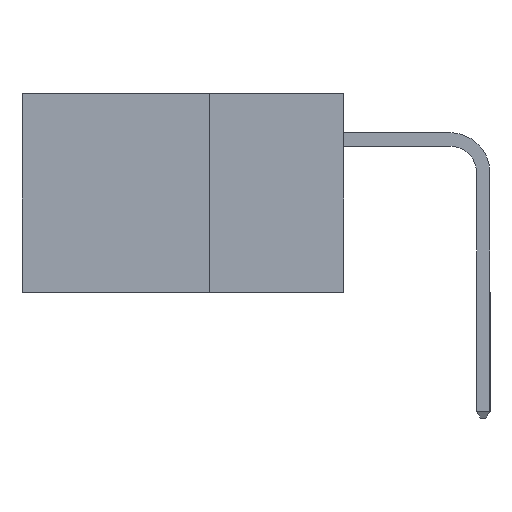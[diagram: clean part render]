
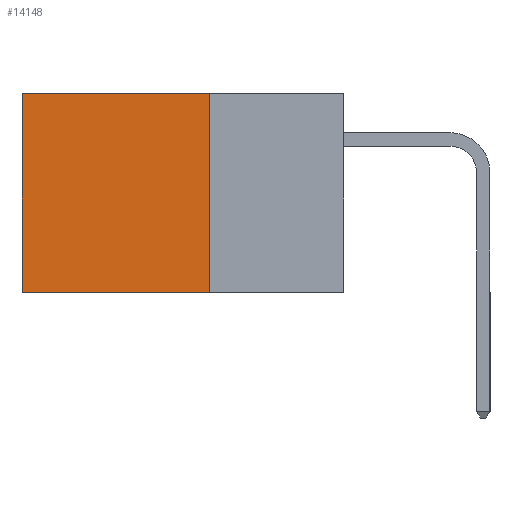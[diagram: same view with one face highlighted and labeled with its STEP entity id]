
A CAD part, left-side view. The second image highlights one B-rep face of the part: STEP entity #14148.
In plain terms, the highlighted planar face has unit normal (-1, 0, 0).
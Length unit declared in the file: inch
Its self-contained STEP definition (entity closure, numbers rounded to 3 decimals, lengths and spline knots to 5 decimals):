
#1776 = VECTOR ( 'NONE', #6174, 39.37008 ) ;
#2089 = DIRECTION ( 'NONE',  ( 1., 0., 0. ) ) ;
#2495 = LINE ( 'NONE', #13719, #8609 ) ;
#3871 = CARTESIAN_POINT ( 'NONE',  ( 0.298, 0.25, 0. ) ) ;
#3908 = LINE ( 'NONE', #6728, #27310 ) ;
#4351 = AXIS2_PLACEMENT_3D ( 'NONE', #29258, #2089, #18134 ) ;
#4408 = EDGE_CURVE ( 'NONE', #15036, #15107, #3908, .T. ) ;
#6174 = DIRECTION ( 'NONE',  ( 0., 1., 0. ) ) ;
#6502 = ORIENTED_EDGE ( 'NONE', *, *, #11929, .F. ) ;
#6728 = CARTESIAN_POINT ( 'NONE',  ( 0.298, 0.6, 0. ) ) ;
#8609 = VECTOR ( 'NONE', #24997, 39.37008 ) ;
#9010 = DIRECTION ( 'NONE',  ( 0., 0., -1. ) ) ;
#10346 = DIRECTION ( 'NONE',  ( 0., 1., 0. ) ) ;
#11631 = CARTESIAN_POINT ( 'NONE',  ( 0.298, 0.6, 0. ) ) ;
#11929 = EDGE_CURVE ( 'NONE', #25226, #15107, #27470, .T. ) ;
#13241 = EDGE_CURVE ( 'NONE', #15543, #15036, #25990, .T. ) ;
#13403 = CARTESIAN_POINT ( 'NONE',  ( 0.298, 0.25, 0. ) ) ;
#13524 = PLANE ( 'NONE',  #4351 ) ;
#13719 = CARTESIAN_POINT ( 'NONE',  ( 0.298, 0.25, 0. ) ) ;
#14148 = ADVANCED_FACE ( 'NONE', ( #25252 ), #13524, .F. ) ;
#15036 = VERTEX_POINT ( 'NONE', #11631 ) ;
#15107 = VERTEX_POINT ( 'NONE', #27597 ) ;
#15543 = VERTEX_POINT ( 'NONE', #13403 ) ;
#18134 = DIRECTION ( 'NONE',  ( 0., 0., -1. ) ) ;
#18702 = ORIENTED_EDGE ( 'NONE', *, *, #4408, .T. ) ;
#19825 = CARTESIAN_POINT ( 'NONE',  ( 0.298, 0.25, -0.37 ) ) ;
#20081 = EDGE_LOOP ( 'NONE', ( #18702, #6502, #21782, #21707 ) ) ;
#20851 = VECTOR ( 'NONE', #10346, 39.37008 ) ;
#21707 = ORIENTED_EDGE ( 'NONE', *, *, #13241, .T. ) ;
#21782 = ORIENTED_EDGE ( 'NONE', *, *, #23810, .F. ) ;
#23810 = EDGE_CURVE ( 'NONE', #15543, #25226, #2495, .T. ) ;
#24997 = DIRECTION ( 'NONE',  ( 0., 0., -1. ) ) ;
#25226 = VERTEX_POINT ( 'NONE', #19825 ) ;
#25252 = FACE_OUTER_BOUND ( 'NONE', #20081, .T. ) ;
#25990 = LINE ( 'NONE', #3871, #1776 ) ;
#26159 = CARTESIAN_POINT ( 'NONE',  ( 0.298, 0.25, -0.37 ) ) ;
#27310 = VECTOR ( 'NONE', #9010, 39.37008 ) ;
#27470 = LINE ( 'NONE', #26159, #20851 ) ;
#27597 = CARTESIAN_POINT ( 'NONE',  ( 0.298, 0.6, -0.37 ) ) ;
#29258 = CARTESIAN_POINT ( 'NONE',  ( 0.298, 0.25, 0. ) ) ;
